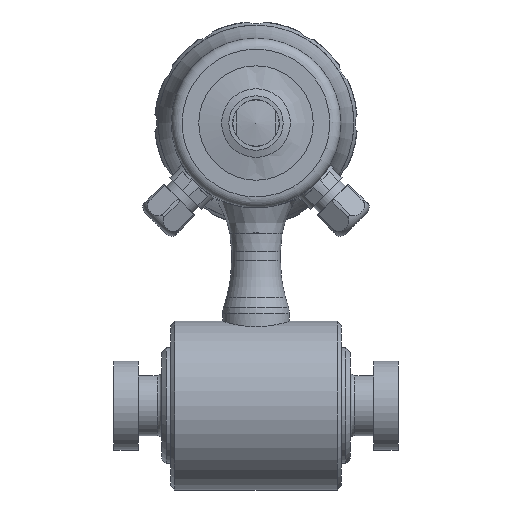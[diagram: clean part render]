
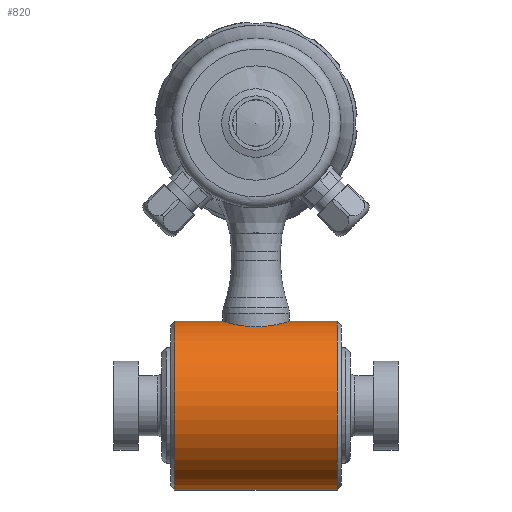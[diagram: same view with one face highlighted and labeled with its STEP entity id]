
A CAD part, left-side view. The second image highlights one B-rep face of the part: STEP entity #820.
In plain terms, the highlighted cylindrical face has radius 38 mm (diameter 76 mm), a full revolution.
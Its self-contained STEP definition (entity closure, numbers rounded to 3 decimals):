
#820 = ADVANCED_FACE( '', ( #2037, #2038, #2039 ), #2040, .T. );
#2037 = FACE_BOUND( '', #3891, .T. );
#2038 = FACE_OUTER_BOUND( '', #3892, .T. );
#2039 = FACE_OUTER_BOUND( '', #3893, .T. );
#2040 = CYLINDRICAL_SURFACE( '', #3894, 38. );
#3891 = EDGE_LOOP( '', ( #6829, #6830, #6831, #6832, #6833, #6834 ) );
#3892 = EDGE_LOOP( '', ( #6835 ) );
#3893 = EDGE_LOOP( '', ( #6836 ) );
#3894 = AXIS2_PLACEMENT_3D( '', #6837, #6838, #6839 );
#6829 = ORIENTED_EDGE( '', *, *, #10986, .F. );
#6830 = ORIENTED_EDGE( '', *, *, #10987, .F. );
#6831 = ORIENTED_EDGE( '', *, *, #10988, .F. );
#6832 = ORIENTED_EDGE( '', *, *, #10989, .F. );
#6833 = ORIENTED_EDGE( '', *, *, #10565, .F. );
#6834 = ORIENTED_EDGE( '', *, *, #10990, .F. );
#6835 = ORIENTED_EDGE( '', *, *, #10991, .T. );
#6836 = ORIENTED_EDGE( '', *, *, #10992, .T. );
#6837 = CARTESIAN_POINT( '', ( 0., 50., 0. ) );
#6838 = DIRECTION( '', ( 0., 1., 0. ) );
#6839 = DIRECTION( '', ( 0., 0., 1. ) );
#10565 = EDGE_CURVE( '', #12502, #12504, #12505, .T. );
#10986 = EDGE_CURVE( '', #13212, #13213, #13214, .F. );
#10987 = EDGE_CURVE( '', #13215, #13212, #13216, .T. );
#10988 = EDGE_CURVE( '', #13217, #13215, #13218, .T. );
#10989 = EDGE_CURVE( '', #12504, #13217, #13219, .F. );
#10990 = EDGE_CURVE( '', #13213, #12502, #13220, .T. );
#10991 = EDGE_CURVE( '', #13221, #13221, #13222, .F. );
#10992 = EDGE_CURVE( '', #13223, #13223, #13224, .F. );
#12502 = VERTEX_POINT( '', #15728 );
#12504 = VERTEX_POINT( '', #15739 );
#12505 = LINE( '', #15740, #15741 );
#13212 = VERTEX_POINT( '', #17394 );
#13213 = VERTEX_POINT( '', #17395 );
#13214 = LINE( '', #17396, #17397 );
#13215 = VERTEX_POINT( '', #17398 );
#13216 = LINE( '', #17399, #17400 );
#13217 = VERTEX_POINT( '', #17401 );
#13218 = B_SPLINE_CURVE_WITH_KNOTS( '', 3, ( #17402, #17403, #17404, #17405, #17406, #17407, #17408, #17409, #17410, #17411, #17412, #17413 ), .UNSPECIFIED., .F., .F., ( 4, 1, 1, 1, 1, 1, 1, 1, 1, 4 ), ( 0., 0.1, 0.2, 0.3, 0.4, 0.499, 0.5, 0.666, 0.833, 1. ), .UNSPECIFIED. );
#13219 = LINE( '', #17414, #17415 );
#13220 = B_SPLINE_CURVE_WITH_KNOTS( '', 3, ( #17416, #17417, #17418, #17419, #17420, #17421, #17422, #17423, #17424, #17425, #17426, #17427, #17428 ), .UNSPECIFIED., .F., .F., ( 4, 1, 1, 1, 1, 1, 1, 1, 1, 1, 4 ), ( 0., 0.1, 0.2, 0.3, 0.4, 0.5, 0.6, 0.7, 0.8, 0.9, 1. ), .UNSPECIFIED. );
#13221 = VERTEX_POINT( '', #17429 );
#13222 = CIRCLE( '', #17430, 38. );
#13223 = VERTEX_POINT( '', #17431 );
#13224 = CIRCLE( '', #17432, 38. );
#15728 = CARTESIAN_POINT( '', ( -1.781, 14.894, 37.958 ) );
#15739 = CARTESIAN_POINT( '', ( -1.781, 9.332, 37.958 ) );
#15740 = CARTESIAN_POINT( '', ( -1.781, 0.036, 37.958 ) );
#15741 = VECTOR( '', #21817, 1000. );
#17394 = CARTESIAN_POINT( '', ( 1.781, 9.332, 37.958 ) );
#17395 = CARTESIAN_POINT( '', ( 1.781, 14.894, 37.958 ) );
#17396 = CARTESIAN_POINT( '', ( 1.781, 0.036, 37.958 ) );
#17397 = VECTOR( '', #22261, 1000. );
#17398 = CARTESIAN_POINT( '', ( 1.781, -14.894, 37.958 ) );
#17399 = CARTESIAN_POINT( '', ( 1.781, -15., 37.958 ) );
#17400 = VECTOR( '', #22262, 1000. );
#17401 = CARTESIAN_POINT( '', ( -1.781, -14.894, 37.958 ) );
#17402 = CARTESIAN_POINT( '', ( -1.781, -14.894, 37.958 ) );
#17403 = CARTESIAN_POINT( '', ( -1.663, -14.907, 37.963 ) );
#17404 = CARTESIAN_POINT( '', ( -1.426, -14.934, 37.974 ) );
#17405 = CARTESIAN_POINT( '', ( -1.07, -14.963, 37.985 ) );
#17406 = CARTESIAN_POINT( '', ( -0.714, -14.984, 37.994 ) );
#17407 = CARTESIAN_POINT( '', ( -0.358, -14.997, 37.999 ) );
#17408 = CARTESIAN_POINT( '', ( -0.12, -15., 38. ) );
#17409 = CARTESIAN_POINT( '', ( 0.197, -15., 38. ) );
#17410 = CARTESIAN_POINT( '', ( 0.594, -14.992, 37.997 ) );
#17411 = CARTESIAN_POINT( '', ( 1.188, -14.958, 37.983 ) );
#17412 = CARTESIAN_POINT( '', ( 1.583, -14.915, 37.967 ) );
#17413 = CARTESIAN_POINT( '', ( 1.781, -14.894, 37.958 ) );
#17414 = CARTESIAN_POINT( '', ( -1.781, -15., 37.958 ) );
#17415 = VECTOR( '', #22263, 1000. );
#17416 = CARTESIAN_POINT( '', ( 1.781, 14.894, 37.958 ) );
#17417 = CARTESIAN_POINT( '', ( 1.663, 14.907, 37.963 ) );
#17418 = CARTESIAN_POINT( '', ( 1.426, 14.934, 37.974 ) );
#17419 = CARTESIAN_POINT( '', ( 1.07, 14.963, 37.985 ) );
#17420 = CARTESIAN_POINT( '', ( 0.714, 14.984, 37.994 ) );
#17421 = CARTESIAN_POINT( '', ( 0.357, 14.997, 37.999 ) );
#17422 = CARTESIAN_POINT( '', ( 0., 15.001, 38. ) );
#17423 = CARTESIAN_POINT( '', ( -0.357, 14.997, 37.999 ) );
#17424 = CARTESIAN_POINT( '', ( -0.714, 14.984, 37.994 ) );
#17425 = CARTESIAN_POINT( '', ( -1.07, 14.963, 37.985 ) );
#17426 = CARTESIAN_POINT( '', ( -1.426, 14.934, 37.974 ) );
#17427 = CARTESIAN_POINT( '', ( -1.663, 14.907, 37.963 ) );
#17428 = CARTESIAN_POINT( '', ( -1.781, 14.894, 37.958 ) );
#17429 = CARTESIAN_POINT( '', ( 0., -36.5, 38. ) );
#17430 = AXIS2_PLACEMENT_3D( '', #22264, #22265, #22266 );
#17431 = CARTESIAN_POINT( '', ( 0., 36.5, -38. ) );
#17432 = AXIS2_PLACEMENT_3D( '', #22267, #22268, #22269 );
#21817 = DIRECTION( '', ( 0., -1., 0. ) );
#22261 = DIRECTION( '', ( 0., -1., 0. ) );
#22262 = DIRECTION( '', ( 0., 1., 0. ) );
#22263 = DIRECTION( '', ( 0., 1., 0. ) );
#22264 = CARTESIAN_POINT( '', ( 0., -36.5, 0. ) );
#22265 = DIRECTION( '', ( 0., -1., 0. ) );
#22266 = DIRECTION( '', ( 0., 0., 1. ) );
#22267 = CARTESIAN_POINT( '', ( 0., 36.5, 0. ) );
#22268 = DIRECTION( '', ( 0., 1., 0. ) );
#22269 = DIRECTION( '', ( 0., 0., -1. ) );
